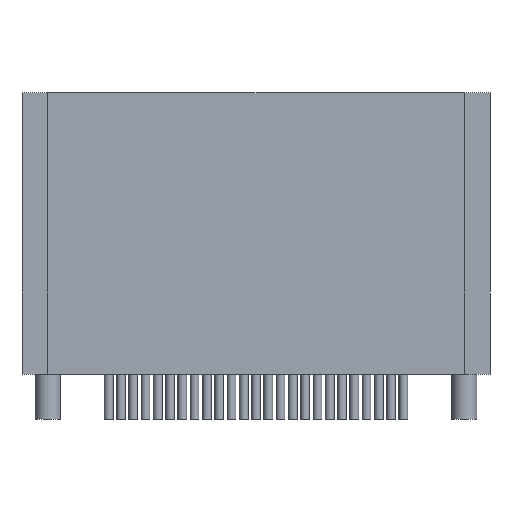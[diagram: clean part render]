
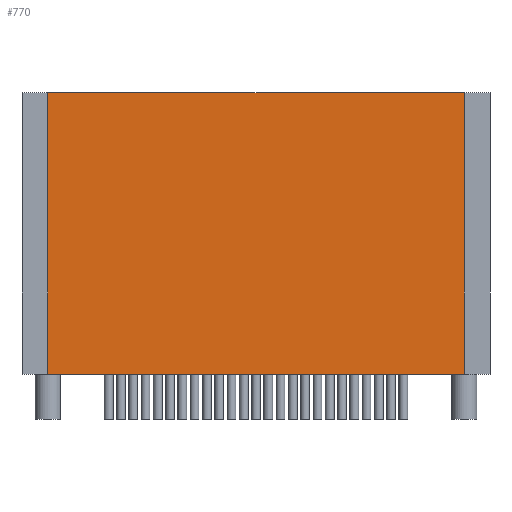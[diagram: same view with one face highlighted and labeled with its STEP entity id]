
A CAD part, front view. The second image highlights one B-rep face of the part: STEP entity #770.
In plain terms, the highlighted planar face has unit normal (0, -1, 0).
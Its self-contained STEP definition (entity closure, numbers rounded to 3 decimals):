
#601 = PLANE('',#602);
#602 = AXIS2_PLACEMENT_3D('',#603,#604,#605);
#603 = CARTESIAN_POINT('',(-6.875,-23.46,0.));
#604 = DIRECTION('',(-1.,0.,0.));
#605 = DIRECTION('',(0.,1.,0.));
#629 = PLANE('',#630);
#630 = AXIS2_PLACEMENT_3D('',#631,#632,#633);
#631 = CARTESIAN_POINT('',(16.62,-20.565,31.75));
#632 = DIRECTION('',(0.,0.,-1.));
#633 = DIRECTION('',(0.,-1.,0.));
#657 = PLANE('',#658);
#658 = AXIS2_PLACEMENT_3D('',#659,#660,#661);
#659 = CARTESIAN_POINT('',(40.115,-17.67,0.));
#660 = DIRECTION('',(1.,0.,-0.));
#661 = DIRECTION('',(0.,-1.,0.));
#683 = PLANE('',#684);
#684 = AXIS2_PLACEMENT_3D('',#685,#686,#687);
#685 = CARTESIAN_POINT('',(16.62,-20.565,0.));
#686 = DIRECTION('',(0.,0.,-1.));
#687 = DIRECTION('',(0.,-1.,0.));
#700 = VERTEX_POINT('',#701);
#701 = CARTESIAN_POINT('',(40.115,-23.46,31.75));
#722 = EDGE_CURVE('',#723,#700,#725,.T.);
#723 = VERTEX_POINT('',#724);
#724 = CARTESIAN_POINT('',(40.115,-23.46,0.));
#725 = SURFACE_CURVE('',#726,(#730,#737),.PCURVE_S1.);
#726 = LINE('',#727,#728);
#727 = CARTESIAN_POINT('',(40.115,-23.46,0.));
#728 = VECTOR('',#729,1.);
#729 = DIRECTION('',(0.,0.,1.));
#730 = PCURVE('',#657,#731);
#731 = DEFINITIONAL_REPRESENTATION('',(#732),#736);
#732 = LINE('',#733,#734);
#733 = CARTESIAN_POINT('',(5.79,0.));
#734 = VECTOR('',#735,1.);
#735 = DIRECTION('',(0.,-1.));
#736 = ( GEOMETRIC_REPRESENTATION_CONTEXT(2) 
PARAMETRIC_REPRESENTATION_CONTEXT() REPRESENTATION_CONTEXT('2D SPACE',''
  ) );
#737 = PCURVE('',#738,#743);
#738 = PLANE('',#739);
#739 = AXIS2_PLACEMENT_3D('',#740,#741,#742);
#740 = CARTESIAN_POINT('',(40.115,-23.46,0.));
#741 = DIRECTION('',(0.,-1.,0.));
#742 = DIRECTION('',(-1.,0.,0.));
#743 = DEFINITIONAL_REPRESENTATION('',(#744),#748);
#744 = LINE('',#745,#746);
#745 = CARTESIAN_POINT('',(0.,-0.));
#746 = VECTOR('',#747,1.);
#747 = DIRECTION('',(0.,-1.));
#748 = ( GEOMETRIC_REPRESENTATION_CONTEXT(2) 
PARAMETRIC_REPRESENTATION_CONTEXT() REPRESENTATION_CONTEXT('2D SPACE',''
  ) );
#770 = ADVANCED_FACE('',(#771),#738,.T.);
#771 = FACE_BOUND('',#772,.T.);
#772 = EDGE_LOOP('',(#773,#774,#797,#820));
#773 = ORIENTED_EDGE('',*,*,#722,.T.);
#774 = ORIENTED_EDGE('',*,*,#775,.T.);
#775 = EDGE_CURVE('',#700,#776,#778,.T.);
#776 = VERTEX_POINT('',#777);
#777 = CARTESIAN_POINT('',(-6.875,-23.46,31.75));
#778 = SURFACE_CURVE('',#779,(#783,#790),.PCURVE_S1.);
#779 = LINE('',#780,#781);
#780 = CARTESIAN_POINT('',(40.115,-23.46,31.75));
#781 = VECTOR('',#782,1.);
#782 = DIRECTION('',(-1.,0.,0.));
#783 = PCURVE('',#738,#784);
#784 = DEFINITIONAL_REPRESENTATION('',(#785),#789);
#785 = LINE('',#786,#787);
#786 = CARTESIAN_POINT('',(0.,-31.75));
#787 = VECTOR('',#788,1.);
#788 = DIRECTION('',(1.,0.));
#789 = ( GEOMETRIC_REPRESENTATION_CONTEXT(2) 
PARAMETRIC_REPRESENTATION_CONTEXT() REPRESENTATION_CONTEXT('2D SPACE',''
  ) );
#790 = PCURVE('',#629,#791);
#791 = DEFINITIONAL_REPRESENTATION('',(#792),#796);
#792 = LINE('',#793,#794);
#793 = CARTESIAN_POINT('',(2.895,-23.495));
#794 = VECTOR('',#795,1.);
#795 = DIRECTION('',(0.,1.));
#796 = ( GEOMETRIC_REPRESENTATION_CONTEXT(2) 
PARAMETRIC_REPRESENTATION_CONTEXT() REPRESENTATION_CONTEXT('2D SPACE',''
  ) );
#797 = ORIENTED_EDGE('',*,*,#798,.F.);
#798 = EDGE_CURVE('',#799,#776,#801,.T.);
#799 = VERTEX_POINT('',#800);
#800 = CARTESIAN_POINT('',(-6.875,-23.46,0.));
#801 = SURFACE_CURVE('',#802,(#806,#813),.PCURVE_S1.);
#802 = LINE('',#803,#804);
#803 = CARTESIAN_POINT('',(-6.875,-23.46,0.));
#804 = VECTOR('',#805,1.);
#805 = DIRECTION('',(0.,0.,1.));
#806 = PCURVE('',#738,#807);
#807 = DEFINITIONAL_REPRESENTATION('',(#808),#812);
#808 = LINE('',#809,#810);
#809 = CARTESIAN_POINT('',(46.99,0.));
#810 = VECTOR('',#811,1.);
#811 = DIRECTION('',(0.,-1.));
#812 = ( GEOMETRIC_REPRESENTATION_CONTEXT(2) 
PARAMETRIC_REPRESENTATION_CONTEXT() REPRESENTATION_CONTEXT('2D SPACE',''
  ) );
#813 = PCURVE('',#601,#814);
#814 = DEFINITIONAL_REPRESENTATION('',(#815),#819);
#815 = LINE('',#816,#817);
#816 = CARTESIAN_POINT('',(0.,0.));
#817 = VECTOR('',#818,1.);
#818 = DIRECTION('',(0.,-1.));
#819 = ( GEOMETRIC_REPRESENTATION_CONTEXT(2) 
PARAMETRIC_REPRESENTATION_CONTEXT() REPRESENTATION_CONTEXT('2D SPACE',''
  ) );
#820 = ORIENTED_EDGE('',*,*,#821,.F.);
#821 = EDGE_CURVE('',#723,#799,#822,.T.);
#822 = SURFACE_CURVE('',#823,(#827,#834),.PCURVE_S1.);
#823 = LINE('',#824,#825);
#824 = CARTESIAN_POINT('',(40.115,-23.46,0.));
#825 = VECTOR('',#826,1.);
#826 = DIRECTION('',(-1.,0.,0.));
#827 = PCURVE('',#738,#828);
#828 = DEFINITIONAL_REPRESENTATION('',(#829),#833);
#829 = LINE('',#830,#831);
#830 = CARTESIAN_POINT('',(0.,-0.));
#831 = VECTOR('',#832,1.);
#832 = DIRECTION('',(1.,0.));
#833 = ( GEOMETRIC_REPRESENTATION_CONTEXT(2) 
PARAMETRIC_REPRESENTATION_CONTEXT() REPRESENTATION_CONTEXT('2D SPACE',''
  ) );
#834 = PCURVE('',#683,#835);
#835 = DEFINITIONAL_REPRESENTATION('',(#836),#840);
#836 = LINE('',#837,#838);
#837 = CARTESIAN_POINT('',(2.895,-23.495));
#838 = VECTOR('',#839,1.);
#839 = DIRECTION('',(0.,1.));
#840 = ( GEOMETRIC_REPRESENTATION_CONTEXT(2) 
PARAMETRIC_REPRESENTATION_CONTEXT() REPRESENTATION_CONTEXT('2D SPACE',''
  ) );
